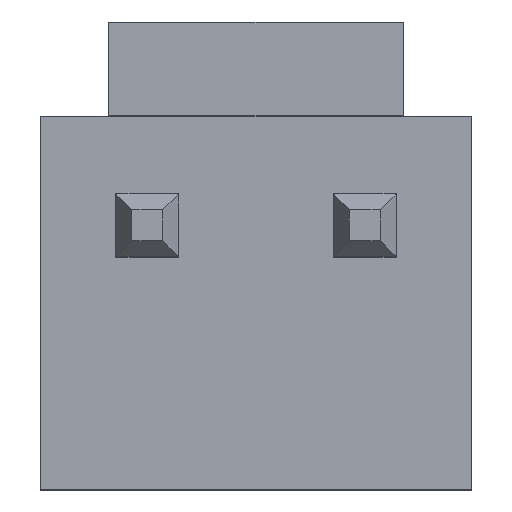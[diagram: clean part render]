
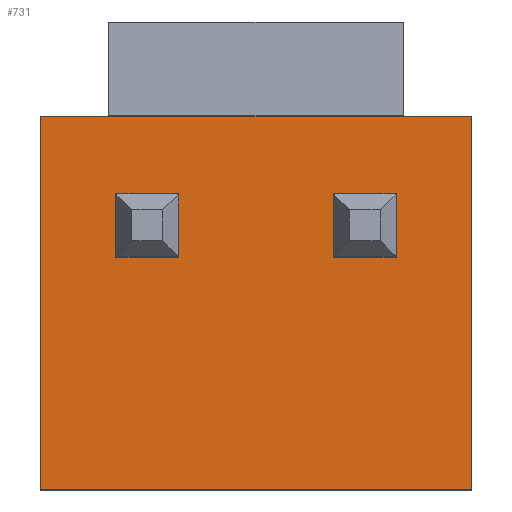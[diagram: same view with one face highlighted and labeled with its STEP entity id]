
A CAD part, top view. The second image highlights one B-rep face of the part: STEP entity #731.
In plain terms, the highlighted planar face has unit normal (0, 0, 1).
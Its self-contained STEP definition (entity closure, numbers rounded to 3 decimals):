
#16=CARTESIAN_POINT('',(1.41,-0.57,3.2));
#17=VERTEX_POINT('',#16);
#34=CARTESIAN_POINT('',(1.41,0.57,3.2));
#35=VERTEX_POINT('',#34);
#42=CARTESIAN_POINT('',(1.41,0.0,3.2));
#43=DIRECTION('',(0.0,1.0,0.0));
#44=VECTOR('',#43,1.0);
#45=LINE('',#42,#44);
#46=EDGE_CURVE('n� 887',#17,#35,#45,.T.);
#56=CARTESIAN_POINT('',(-2.55,-0.57,3.2));
#57=VERTEX_POINT('',#56);
#74=CARTESIAN_POINT('',(-2.55,0.57,3.2));
#75=VERTEX_POINT('',#74);
#82=CARTESIAN_POINT('',(-2.55,0.0,3.2));
#83=DIRECTION('',(0.0,1.0,0.0));
#84=VECTOR('',#83,1.0);
#85=LINE('',#82,#84);
#86=EDGE_CURVE('n� 866',#57,#75,#85,.T.);
#136=CARTESIAN_POINT('',(2.55,-0.57,3.2));
#137=VERTEX_POINT('',#136);
#153=CARTESIAN_POINT('',(1.98,-0.57,3.2));
#154=DIRECTION('',(-1.0,0.0,0.0));
#155=VECTOR('',#154,1.0);
#156=LINE('',#153,#155);
#157=EDGE_CURVE('n� 824',#137,#17,#156,.T.);
#216=CARTESIAN_POINT('',(2.55,0.57,3.2));
#217=VERTEX_POINT('',#216);
#224=CARTESIAN_POINT('',(1.98,0.57,3.2));
#225=DIRECTION('',(1.0,0.0,-0.0));
#226=VECTOR('',#225,1.0);
#227=LINE('',#224,#226);
#228=EDGE_CURVE('n� 782',#35,#217,#227,.T.);
#238=CARTESIAN_POINT('',(-1.41,-0.57,3.2));
#239=VERTEX_POINT('',#238);
#255=CARTESIAN_POINT('',(-1.98,-0.57,3.2));
#256=DIRECTION('',(-1.0,0.0,0.0));
#257=VECTOR('',#256,1.0);
#258=LINE('',#255,#257);
#259=EDGE_CURVE('n� 761',#239,#57,#258,.T.);
#318=CARTESIAN_POINT('',(-1.41,0.57,3.2));
#319=VERTEX_POINT('',#318);
#326=CARTESIAN_POINT('',(-1.98,0.57,3.2));
#327=DIRECTION('',(1.0,0.0,-0.0));
#328=VECTOR('',#327,1.0);
#329=LINE('',#326,#328);
#330=EDGE_CURVE('n� 719',#75,#319,#329,.T.);
#371=CARTESIAN_POINT('',(2.68,2.0,3.2));
#372=VERTEX_POINT('',#371);
#380=CARTESIAN_POINT('',(-2.68,2.0,3.2));
#381=VERTEX_POINT('',#380);
#388=CARTESIAN_POINT('',(0.0,2.0,3.2));
#389=DIRECTION('',(-1.0,0.0,0.0));
#390=VECTOR('',#389,1.0);
#391=LINE('',#388,#390);
#392=EDGE_CURVE('n� 414',#372,#381,#391,.T.);
#410=CARTESIAN_POINT('',(2.55,-1.4,3.2));
#411=DIRECTION('',(0.0,-1.0,0.0));
#412=VECTOR('',#411,1.0);
#413=LINE('',#410,#412);
#414=EDGE_CURVE('n� 407',#217,#137,#413,.T.);
#432=CARTESIAN_POINT('',(-1.41,-1.4,3.2));
#433=DIRECTION('',(0.0,-1.0,0.0));
#434=VECTOR('',#433,1.0);
#435=LINE('',#432,#434);
#436=EDGE_CURVE('n� 403',#319,#239,#435,.T.);
#528=CARTESIAN_POINT('',(-3.93,2.0,3.2));
#529=VERTEX_POINT('',#528);
#536=CARTESIAN_POINT('',(0.0,2.0,3.2));
#537=DIRECTION('',(-1.0,0.0,0.));
#538=VECTOR('',#537,1.0);
#539=LINE('',#536,#538);
#540=EDGE_CURVE('n� 413',#381,#529,#539,.T.);
#658=CARTESIAN_POINT('',(3.93,2.0,3.2));
#659=VERTEX_POINT('',#658);
#673=CARTESIAN_POINT('',(0.0,2.0,3.2));
#674=DIRECTION('',(-1.0,0.0,0.));
#675=VECTOR('',#674,1.0);
#676=LINE('',#673,#675);
#677=EDGE_CURVE('n� 415',#659,#372,#676,.T.);
#687=ORIENTED_EDGE('',*,*,#330,.T.);
#688=ORIENTED_EDGE('',*,*,#436,.T.);
#689=ORIENTED_EDGE('',*,*,#259,.T.);
#690=ORIENTED_EDGE('',*,*,#86,.T.);
#691=EDGE_LOOP('',(#687,#688,#689,#690));
#692=FACE_OUTER_BOUND('',#691,.T.);
#693=ORIENTED_EDGE('',*,*,#228,.T.);
#694=ORIENTED_EDGE('',*,*,#414,.T.);
#695=ORIENTED_EDGE('',*,*,#157,.T.);
#696=ORIENTED_EDGE('',*,*,#46,.T.);
#697=EDGE_LOOP('',(#693,#694,#695,#696));
#698=FACE_BOUND('',#697,.T.);
#699=CARTESIAN_POINT('',(-3.93,-4.8,3.2));
#700=VERTEX_POINT('',#699);
#701=CARTESIAN_POINT('',(-3.93,-1.4,3.2));
#702=DIRECTION('',(0.0,-1.0,0.0));
#703=VECTOR('',#702,1.0);
#704=LINE('',#701,#703);
#705=EDGE_CURVE('n� 257',#529,#700,#704,.T.);
#706=ORIENTED_EDGE('',*,*,#705,.T.);
#707=CARTESIAN_POINT('',(3.93,-4.8,3.2));
#708=VERTEX_POINT('',#707);
#709=CARTESIAN_POINT('',(0.0,-4.8,3.2));
#710=DIRECTION('',(-1.0,0.0,0.0));
#711=VECTOR('',#710,1.0);
#712=LINE('',#709,#711);
#713=EDGE_CURVE('n� 193',#708,#700,#712,.T.);
#714=ORIENTED_EDGE('',*,*,#713,.F.);
#715=CARTESIAN_POINT('',(3.93,-1.4,3.2));
#716=DIRECTION('',(0.0,-1.0,0.0));
#717=VECTOR('',#716,1.0);
#718=LINE('',#715,#717);
#719=EDGE_CURVE('n� 214',#659,#708,#718,.T.);
#720=ORIENTED_EDGE('',*,*,#719,.F.);
#721=ORIENTED_EDGE('',*,*,#677,.T.);
#722=ORIENTED_EDGE('',*,*,#392,.T.);
#723=ORIENTED_EDGE('',*,*,#540,.T.);
#724=EDGE_LOOP('',(#706,#714,#720,#721,#722,#723));
#725=FACE_BOUND('',#724,.T.);
#726=CARTESIAN_POINT('',(-3.93,2.0,3.2));
#727=DIRECTION('',(0.0,0.0,1.0));
#728=DIRECTION('',(0.0,-1.0,-0.0));
#729=AXIS2_PLACEMENT_3D('',#726,#727,#728);
#730=PLANE('',#729);
#731=ADVANCED_FACE('n� 398',(#692,#698,#725),#730,.T.);
